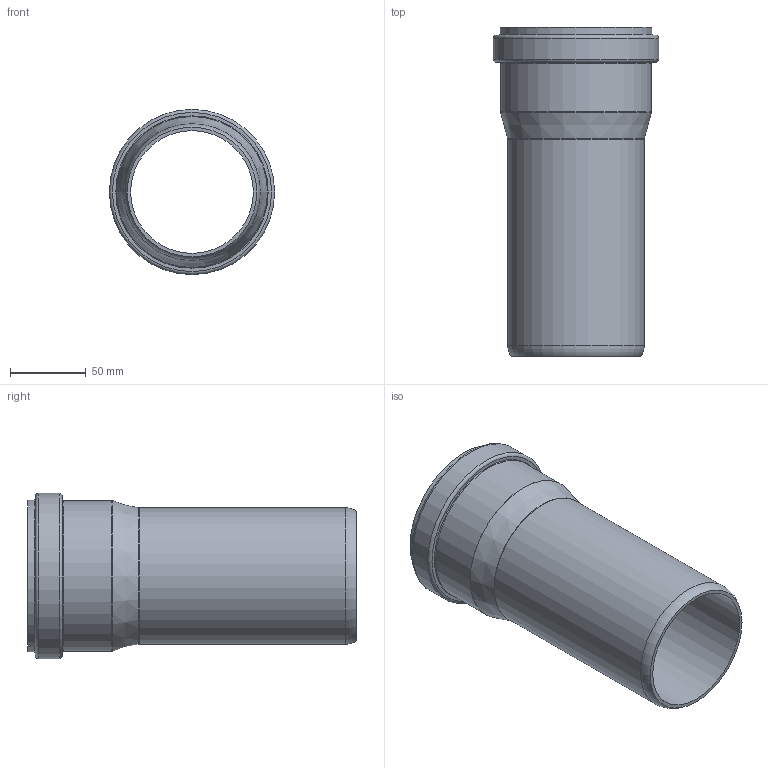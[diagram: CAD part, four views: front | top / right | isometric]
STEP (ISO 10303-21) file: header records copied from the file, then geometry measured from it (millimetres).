
FILE_DESCRIPTION(/* description */ (''),/* implementation_level */ '2;1');
FILE_NAME(/* name */ '334000 SKOLANsafeEM Passlängen DN_OD 90x150.stp',/* time_stamp */ '2018-01-09T14:47:50+01:00',/* author */ ('user1'),/* organization */ (''),/* preprocessor_version */ 'ST-DEVELOPER v16.1',/* originating_system */ 'Autodesk Inventor 2016',/* authorisation */ '');
FILE_SCHEMA (('AUTOMOTIVE_DESIGN { 1 0 10303 214 3 1 1 }'));
Length unit declared in the file: millimetre
Products named in the file (1): 334000 SKOLANsafeEM Passlängen DN_OD 90x150
Bounding box: 109 x 217 x 109 mm (x, y, z)
Volume: 281761.9 mm3; surface area: 127983.8 mm2
Topology: 1 solids, 1 shells, 28 faces, 50 edges, 28 vertices
Faces by surface type: torus 12, cylinder 8, plane 6, cone 2
Full cylindrical faces by diameter (mm): 81 x1, 90 x1, 90.5 x1, 91 x1, 99.5 x1, 100 x1, 100.3 x1, 109 x1
Entity records: 592 total; most frequent: DIRECTION 114, CARTESIAN_POINT 85, AXIS2_PLACEMENT_3D 57, EDGE_LOOP 56, ORIENTED_EDGE 56, FACE_BOUND 28, FACE_OUTER_BOUND 28, CIRCLE 28
